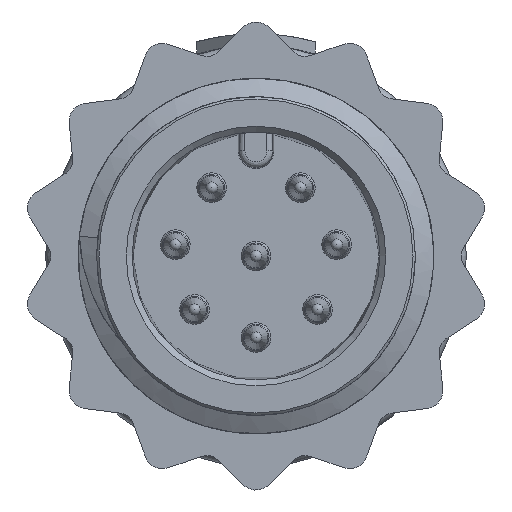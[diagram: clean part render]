
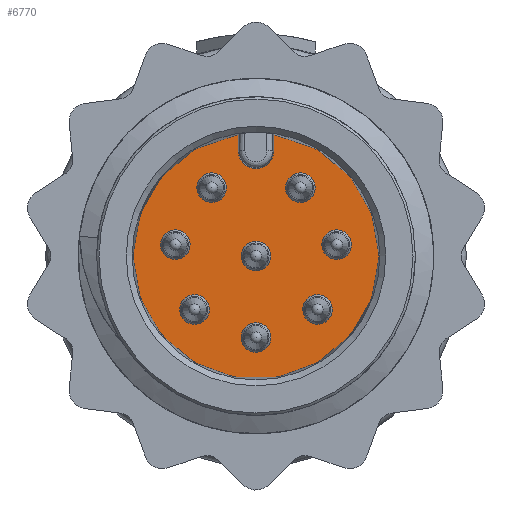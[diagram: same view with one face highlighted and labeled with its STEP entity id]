
A CAD part, left-side view. The second image highlights one B-rep face of the part: STEP entity #6770.
In plain terms, the highlighted face is planar.
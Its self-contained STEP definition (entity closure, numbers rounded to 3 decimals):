
#380=LINE('',#14861,#669);
#385=LINE('',#14897,#674);
#669=VECTOR('',#9298,1000.);
#674=VECTOR('',#9313,1000.);
#2675=ORIENTED_EDGE('',*,*,#3828,.F.);
#2676=ORIENTED_EDGE('',*,*,#3832,.F.);
#2677=ORIENTED_EDGE('',*,*,#3836,.F.);
#2678=ORIENTED_EDGE('',*,*,#3840,.F.);
#2679=ORIENTED_EDGE('',*,*,#3844,.F.);
#2680=ORIENTED_EDGE('',*,*,#3848,.F.);
#2681=ORIENTED_EDGE('',*,*,#3852,.F.);
#2682=ORIENTED_EDGE('',*,*,#3856,.F.);
#2683=ORIENTED_EDGE('',*,*,#3864,.T.);
#2684=ORIENTED_EDGE('',*,*,#3862,.F.);
#2685=ORIENTED_EDGE('',*,*,#3874,.T.);
#2686=ORIENTED_EDGE('',*,*,#3875,.F.);
#3828=EDGE_CURVE('',#4554,#4554,#4953,.T.);
#3832=EDGE_CURVE('',#4558,#4558,#4957,.T.);
#3836=EDGE_CURVE('',#4562,#4562,#4961,.T.);
#3840=EDGE_CURVE('',#4566,#4566,#4965,.T.);
#3844=EDGE_CURVE('',#4570,#4570,#4969,.T.);
#3848=EDGE_CURVE('',#4574,#4574,#4973,.T.);
#3852=EDGE_CURVE('',#4578,#4578,#4977,.T.);
#3856=EDGE_CURVE('',#4582,#4582,#4981,.T.);
#3862=EDGE_CURVE('',#4587,#4588,#4986,.T.);
#3864=EDGE_CURVE('',#4589,#4588,#380,.T.);
#3874=EDGE_CURVE('',#4587,#4594,#385,.T.);
#3875=EDGE_CURVE('',#4589,#4594,#4988,.T.);
#4554=VERTEX_POINT('',#14767);
#4558=VERTEX_POINT('',#14778);
#4562=VERTEX_POINT('',#14789);
#4566=VERTEX_POINT('',#14800);
#4570=VERTEX_POINT('',#14811);
#4574=VERTEX_POINT('',#14822);
#4578=VERTEX_POINT('',#14833);
#4582=VERTEX_POINT('',#14844);
#4587=VERTEX_POINT('',#14856);
#4588=VERTEX_POINT('',#14858);
#4589=VERTEX_POINT('',#14862);
#4594=VERTEX_POINT('',#14896);
#4953=CIRCLE('',#7763,0.5);
#4957=CIRCLE('',#7770,0.5);
#4961=CIRCLE('',#7777,0.5);
#4965=CIRCLE('',#7784,0.5);
#4969=CIRCLE('',#7791,0.5);
#4973=CIRCLE('',#7798,0.5);
#4977=CIRCLE('',#7805,0.5);
#4981=CIRCLE('',#7812,0.5);
#4986=CIRCLE('',#7819,0.6);
#4988=CIRCLE('',#7827,4.15);
#5481=EDGE_LOOP('',(#2675));
#5482=EDGE_LOOP('',(#2676));
#5483=EDGE_LOOP('',(#2677));
#5484=EDGE_LOOP('',(#2678));
#5485=EDGE_LOOP('',(#2679));
#5486=EDGE_LOOP('',(#2680));
#5487=EDGE_LOOP('',(#2681));
#5488=EDGE_LOOP('',(#2682));
#5489=EDGE_LOOP('',(#2683,#2684,#2685,#2686));
#6101=FACE_BOUND('',#5481,.T.);
#6102=FACE_BOUND('',#5482,.T.);
#6103=FACE_BOUND('',#5483,.T.);
#6104=FACE_BOUND('',#5484,.T.);
#6105=FACE_BOUND('',#5485,.T.);
#6106=FACE_BOUND('',#5486,.T.);
#6107=FACE_BOUND('',#5487,.T.);
#6108=FACE_BOUND('',#5488,.T.);
#6109=FACE_BOUND('',#5489,.T.);
#6421=PLANE('',#7826);
#6770=ADVANCED_FACE('',(#6101,#6102,#6103,#6104,#6105,#6106,#6107,#6108,
#6109),#6421,.T.);
#7763=AXIS2_PLACEMENT_3D('',#14766,#9180,#9181);
#7770=AXIS2_PLACEMENT_3D('',#14777,#9194,#9195);
#7777=AXIS2_PLACEMENT_3D('',#14788,#9208,#9209);
#7784=AXIS2_PLACEMENT_3D('',#14799,#9222,#9223);
#7791=AXIS2_PLACEMENT_3D('',#14810,#9236,#9237);
#7798=AXIS2_PLACEMENT_3D('',#14821,#9250,#9251);
#7805=AXIS2_PLACEMENT_3D('',#14832,#9264,#9265);
#7812=AXIS2_PLACEMENT_3D('',#14843,#9278,#9279);
#7819=AXIS2_PLACEMENT_3D('',#14857,#9293,#9294);
#7826=AXIS2_PLACEMENT_3D('',#14898,#9314,#9315);
#7827=AXIS2_PLACEMENT_3D('',#14899,#9316,#9317);
#9180=DIRECTION('',(0.,0.,1.));
#9181=DIRECTION('',(-0.407,0.914,0.));
#9194=DIRECTION('',(0.,0.,1.));
#9195=DIRECTION('',(0.423,0.906,0.));
#9208=DIRECTION('',(0.,0.,1.));
#9209=DIRECTION('',(0.961,0.276,0.));
#9222=DIRECTION('',(0.,0.,1.));
#9223=DIRECTION('',(0.839,-0.545,0.));
#9236=DIRECTION('',(0.,0.,1.));
#9237=DIRECTION('',(0.139,-0.99,0.));
#9250=DIRECTION('',(0.,0.,1.));
#9251=DIRECTION('',(-0.656,-0.755,0.));
#9264=DIRECTION('',(0.,0.,1.));
#9265=DIRECTION('',(-1.,0.,0.));
#9278=DIRECTION('',(0.,0.,1.));
#9279=DIRECTION('',(-1.,0.,0.));
#9293=DIRECTION('',(0.,0.,1.));
#9294=DIRECTION('',(-1.,0.,0.));
#9298=DIRECTION('',(0.,-1.,0.));
#9313=DIRECTION('',(0.,1.,0.));
#9314=DIRECTION('',(0.,0.,1.));
#9315=DIRECTION('',(1.,0.,0.));
#9316=DIRECTION('',(0.,0.,-1.));
#9317=DIRECTION('',(-1.,0.,0.));
#14766=CARTESIAN_POINT('',(1.498,2.306,-8.9));
#14767=CARTESIAN_POINT('',(1.294,2.763,-8.9));
#14777=CARTESIAN_POINT('',(2.723,0.383,-8.9));
#14778=CARTESIAN_POINT('',(2.935,0.836,-8.9));
#14788=CARTESIAN_POINT('',(2.075,-1.804,-8.9));
#14789=CARTESIAN_POINT('',(2.556,-1.666,-8.9));
#14799=CARTESIAN_POINT('',(0.,-2.75,-8.9));
#14800=CARTESIAN_POINT('',(0.419,-3.022,-8.9));
#14810=CARTESIAN_POINT('',(-2.075,-1.804,-8.9));
#14811=CARTESIAN_POINT('',(-2.006,-2.299,-8.9));
#14821=CARTESIAN_POINT('',(-2.723,0.383,-8.9));
#14822=CARTESIAN_POINT('',(-3.051,0.005,-8.9));
#14832=CARTESIAN_POINT('',(-1.498,2.306,-8.9));
#14833=CARTESIAN_POINT('',(-1.998,2.306,-8.9));
#14843=CARTESIAN_POINT('',(0.,0.,-8.9));
#14844=CARTESIAN_POINT('',(-0.5,0.,-8.9));
#14856=CARTESIAN_POINT('',(-0.6,3.55,-8.9));
#14857=CARTESIAN_POINT('',(0.,3.55,-8.9));
#14858=CARTESIAN_POINT('',(0.6,3.55,-8.9));
#14861=CARTESIAN_POINT('',(0.6,4.106,-8.9));
#14862=CARTESIAN_POINT('',(0.6,4.106,-8.9));
#14896=CARTESIAN_POINT('',(-0.6,4.106,-8.9));
#14897=CARTESIAN_POINT('',(-0.6,3.55,-8.9));
#14898=CARTESIAN_POINT('',(0.,-0.024,-8.9));
#14899=CARTESIAN_POINT('',(0.,0.,-8.9));
